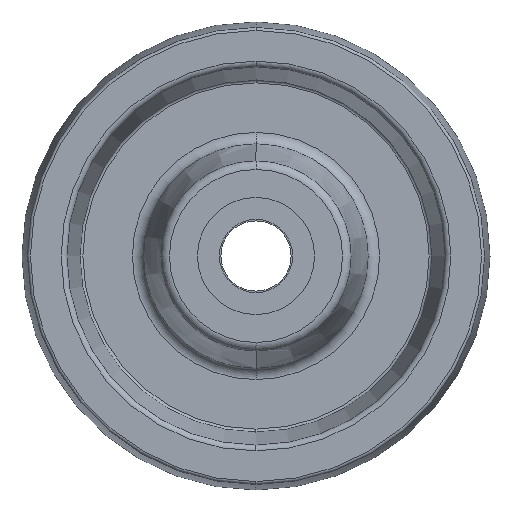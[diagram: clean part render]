
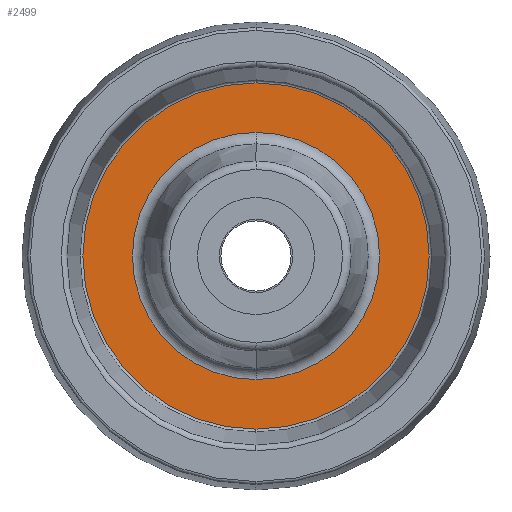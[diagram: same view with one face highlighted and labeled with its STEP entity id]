
A CAD part, left-side view. The second image highlights one B-rep face of the part: STEP entity #2499.
In plain terms, the highlighted planar face has unit normal (-1, 0, 0).
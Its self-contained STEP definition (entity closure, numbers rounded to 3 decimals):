
#2 = CIRCLE ( 'NONE', #120, 21.13 ) ;
#14 = CARTESIAN_POINT ( 'NONE',  ( -3., 0., 0. ) ) ;
#77 = DIRECTION ( 'NONE',  ( 0., 0., 1. ) ) ;
#120 = AXIS2_PLACEMENT_3D ( 'NONE', #2020, #2001, #276 ) ;
#186 = ORIENTED_EDGE ( 'NONE', *, *, #998, .T. ) ;
#206 = FACE_BOUND ( 'NONE', #1712, .T. ) ;
#276 = DIRECTION ( 'NONE',  ( 0., 0., 1. ) ) ;
#303 = CARTESIAN_POINT ( 'NONE',  ( -3., 0., 21.13 ) ) ;
#305 = EDGE_CURVE ( 'NONE', #366, #2491, #1813, .T. ) ;
#366 = VERTEX_POINT ( 'NONE', #440 ) ;
#440 = CARTESIAN_POINT ( 'NONE',  ( -3., 0., 29.593 ) ) ;
#443 = EDGE_CURVE ( 'NONE', #2491, #366, #2270, .T. ) ;
#524 = ORIENTED_EDGE ( 'NONE', *, *, #1796, .T. ) ;
#568 = AXIS2_PLACEMENT_3D ( 'NONE', #2353, #612, #1768 ) ;
#612 = DIRECTION ( 'NONE',  ( -1., 0., 0. ) ) ;
#958 = AXIS2_PLACEMENT_3D ( 'NONE', #1001, #966, #2350 ) ;
#966 = DIRECTION ( 'NONE',  ( 1., 0., 0. ) ) ;
#998 = EDGE_CURVE ( 'NONE', #2488, #1880, #2363, .T. ) ;
#1001 = CARTESIAN_POINT ( 'NONE',  ( -3., 0., 0. ) ) ;
#1059 = AXIS2_PLACEMENT_3D ( 'NONE', #14, #1115, #1520 ) ;
#1061 = ORIENTED_EDGE ( 'NONE', *, *, #305, .T. ) ;
#1115 = DIRECTION ( 'NONE',  ( -1., 0., 0. ) ) ;
#1259 = CARTESIAN_POINT ( 'NONE',  ( -3., 0., 0. ) ) ;
#1376 = CARTESIAN_POINT ( 'NONE',  ( -3., 0., -21.13 ) ) ;
#1405 = CARTESIAN_POINT ( 'NONE',  ( -3., 0., -29.593 ) ) ;
#1520 = DIRECTION ( 'NONE',  ( 0., 0., 1. ) ) ;
#1712 = EDGE_LOOP ( 'NONE', ( #524, #186 ) ) ;
#1758 = PLANE ( 'NONE',  #568 ) ;
#1768 = DIRECTION ( 'NONE',  ( 0., 0., 1. ) ) ;
#1796 = EDGE_CURVE ( 'NONE', #1880, #2488, #2, .T. ) ;
#1813 = CIRCLE ( 'NONE', #1059, 29.593 ) ;
#1880 = VERTEX_POINT ( 'NONE', #303 ) ;
#1945 = FACE_OUTER_BOUND ( 'NONE', #2073, .T. ) ;
#1982 = ORIENTED_EDGE ( 'NONE', *, *, #443, .T. ) ;
#1996 = DIRECTION ( 'NONE',  ( -1., 0., 0. ) ) ;
#2001 = DIRECTION ( 'NONE',  ( 1., 0., 0. ) ) ;
#2020 = CARTESIAN_POINT ( 'NONE',  ( -3., 0., 0. ) ) ;
#2058 = AXIS2_PLACEMENT_3D ( 'NONE', #1259, #1996, #77 ) ;
#2073 = EDGE_LOOP ( 'NONE', ( #1061, #1982 ) ) ;
#2270 = CIRCLE ( 'NONE', #2058, 29.593 ) ;
#2350 = DIRECTION ( 'NONE',  ( 0., 0., 1. ) ) ;
#2353 = CARTESIAN_POINT ( 'NONE',  ( -3., 30., 0. ) ) ;
#2363 = CIRCLE ( 'NONE', #958, 21.13 ) ;
#2488 = VERTEX_POINT ( 'NONE', #1376 ) ;
#2491 = VERTEX_POINT ( 'NONE', #1405 ) ;
#2499 = ADVANCED_FACE ( 'NONE', ( #206, #1945 ), #1758, .T. ) ;
